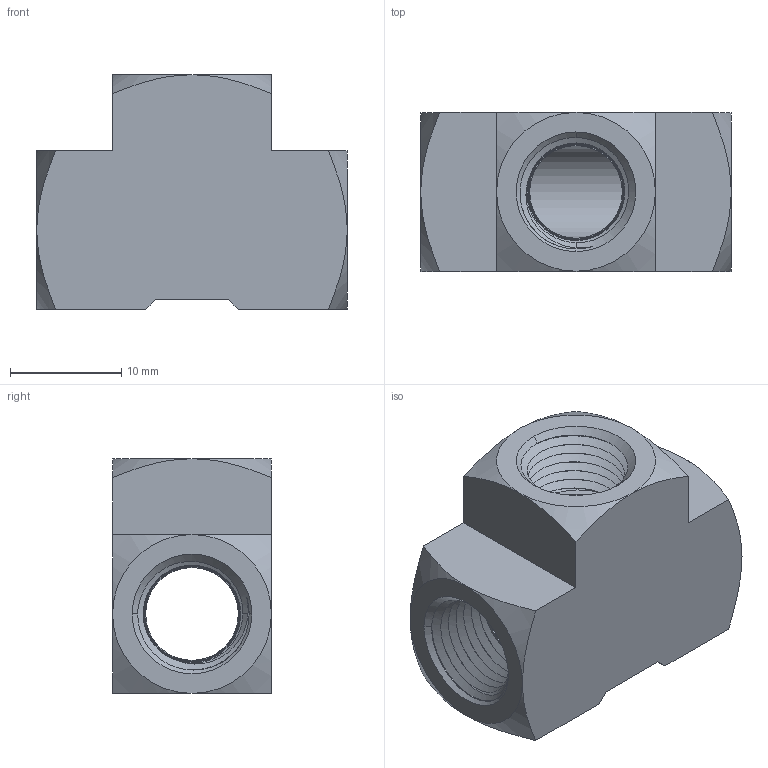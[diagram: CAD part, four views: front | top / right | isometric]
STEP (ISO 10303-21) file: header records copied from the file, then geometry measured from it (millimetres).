
FILE_DESCRIPTION(/* description */ (''),/* implementation_level */ '2;1');
FILE_NAME(/* name */ '101-N1.stp',/* time_stamp */ '2024-01-23T09:46:32-05:00',/* author */ ('esanner'),/* organization */ (''),/* preprocessor_version */ 'ST-DEVELOPER v19',/* originating_system */ 'AutoCAD Mechanical',/* authorisation */ '');
FILE_SCHEMA (('AUTOMOTIVE_DESIGN { 1 0 10303 214 3 1 1 }'));
Length unit declared in the file: millimetre
Products named in the file (2): Product; 101-N1
Assembly tree (1 placements, depth 2):
  Product
    101-N1
Bounding box: 27.94 x 14.29 x 21.11 mm (x, y, z)
Volume: 4512.1 mm3; surface area: 3592.4 mm2
Topology: 1 solids, 1 shells, 94 faces, 251 edges, 161 vertices
Faces by surface type: cone 66, plane 17, bspline 6, cylinder 5
Entity records: 13222 total; most frequent: CARTESIAN_POINT 11114, ORIENTED_EDGE 502, DIRECTION 333, EDGE_CURVE 251, VERTEX_POINT 161, AXIS2_PLACEMENT_3D 126, B_SPLINE_CURVE_WITH_KNOTS 111, EDGE_LOOP 100
